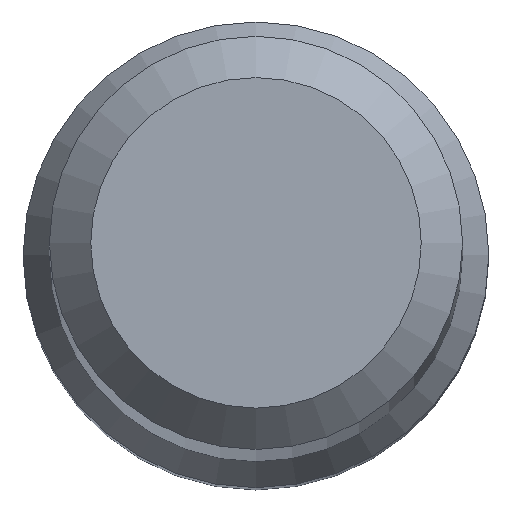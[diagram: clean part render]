
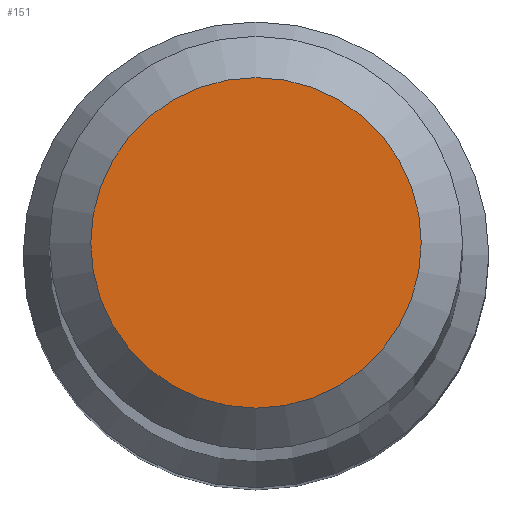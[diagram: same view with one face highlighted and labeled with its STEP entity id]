
A CAD part, top view. The second image highlights one B-rep face of the part: STEP entity #151.
In plain terms, the highlighted planar face has unit normal (0, 0, 1).
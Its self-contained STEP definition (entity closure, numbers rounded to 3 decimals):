
#24 = AXIS2_PLACEMENT_3D ( 'NONE', #183, #194, #157 ) ;
#48 = CARTESIAN_POINT ( 'NONE',  ( 0., 0., 80. ) ) ;
#52 = ORIENTED_EDGE ( 'NONE', *, *, #222, .F. ) ;
#66 = CIRCLE ( 'NONE', #99, 1.6 ) ;
#99 = AXIS2_PLACEMENT_3D ( 'NONE', #48, #123, #186 ) ;
#123 = DIRECTION ( 'NONE',  ( 0., 0., -1. ) ) ;
#124 = EDGE_LOOP ( 'NONE', ( #52 ) ) ;
#126 = FACE_OUTER_BOUND ( 'NONE', #124, .T. ) ;
#151 = ADVANCED_FACE ( 'NONE', ( #126 ), #233, .T. ) ;
#157 = DIRECTION ( 'NONE',  ( 0., -1., 0. ) ) ;
#160 = VERTEX_POINT ( 'NONE', #178 ) ;
#178 = CARTESIAN_POINT ( 'NONE',  ( 0., 1.6, 80. ) ) ;
#183 = CARTESIAN_POINT ( 'NONE',  ( 0., 0., 80. ) ) ;
#186 = DIRECTION ( 'NONE',  ( 0., 1., 0. ) ) ;
#194 = DIRECTION ( 'NONE',  ( 0., 0., 1. ) ) ;
#222 = EDGE_CURVE ( 'NONE', #160, #160, #66, .T. ) ;
#233 = PLANE ( 'NONE',  #24 ) ;
